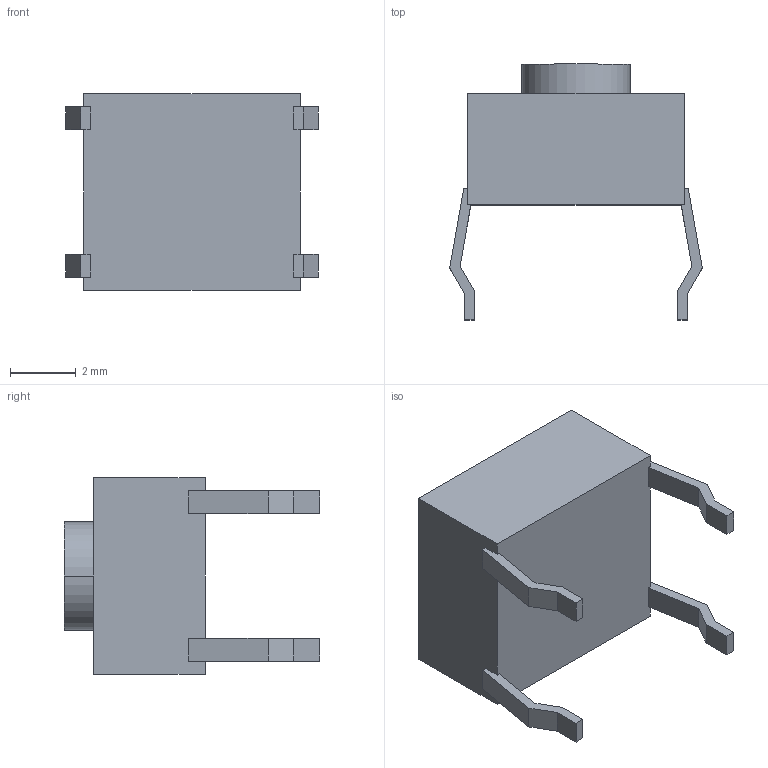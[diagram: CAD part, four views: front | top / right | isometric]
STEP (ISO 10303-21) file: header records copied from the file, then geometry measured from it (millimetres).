
FILE_DESCRIPTION(('STEP AP214'),'1');
FILE_NAME('b3w-1000.stp','2018-04-18T02:06:19',('TraceParts'),('TraceParts S.A.'),'Spatial InterOp 3D',' ',' ');
FILE_SCHEMA(('automotive_design'));
Length unit declared in the file: millimetre
Products named in the file (1): b3w-1000
Bounding box: 7.7 x 7.8 x 6 mm (x, y, z)
Volume: 145.6 mm3; surface area: 205 mm2
Topology: 1 solids, 1 shells, 49 faces, 138 edges, 92 vertices
Faces by surface type: plane 47, cylinder 2
Entity records: 1964 total; most frequent: CARTESIAN_POINT 280, ORIENTED_EDGE 276, DIRECTION 242, EDGE_CURVE 138, LINE 134, VECTOR 134, VERTEX_POINT 92, AXIS2_PLACEMENT_3D 54
